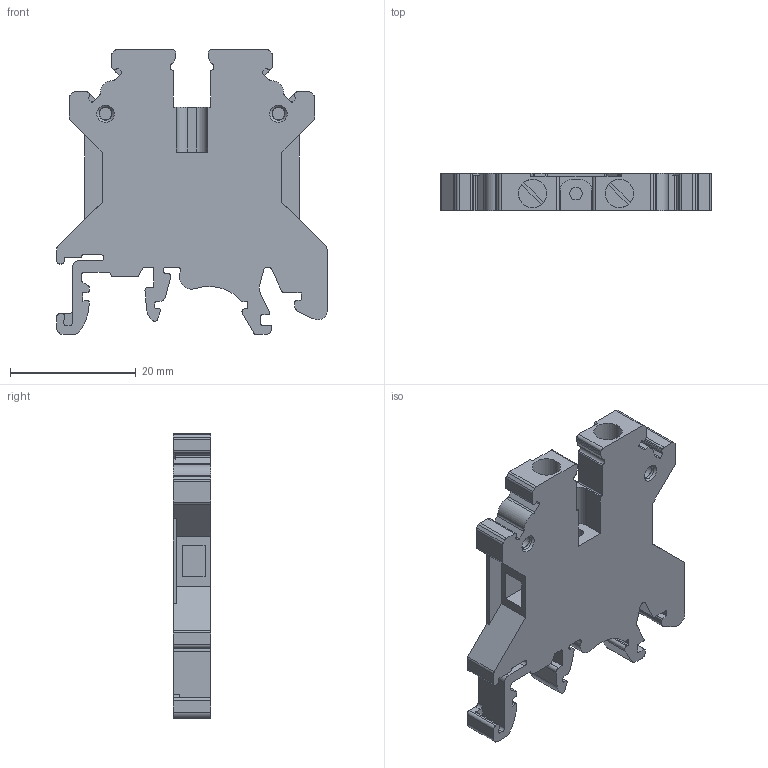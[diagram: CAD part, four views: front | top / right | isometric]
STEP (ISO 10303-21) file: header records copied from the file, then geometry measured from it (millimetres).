
FILE_DESCRIPTION (( 'STEP AP214' ), '1' );
FILE_NAME ('CTS4UN_step.STEP', '2023-10-05T10:24:45', ( '' ), ( '' ), 'SwSTEP 2.0', 'SolidWorks 2022', '' );
FILE_SCHEMA (( 'AUTOMOTIVE_DESIGN' ));
Length unit declared in the file: millimetre
Products named in the file (1): CTS4UN_step
Bounding box: 43 x 5.95 x 45.3 mm (x, y, z)
Volume: 6629.7 mm3; surface area: 5015 mm2
Topology: 1 solids, 1 shells, 264 faces, 757 edges, 502 vertices
Faces by surface type: plane 144, cylinder 111, torus 6, cone 2, bspline 1
Full cylindrical faces by diameter (mm): 2 x1, 2.5 x2, 4.5 x2
Entity records: 11124 total; most frequent: CARTESIAN_POINT 1520, DIRECTION 1504, ORIENTED_EDGE 1484, EDGE_CURVE 742, LINE 504, VECTOR 504, VERTEX_POINT 500, AXIS2_PLACEMENT_3D 500
